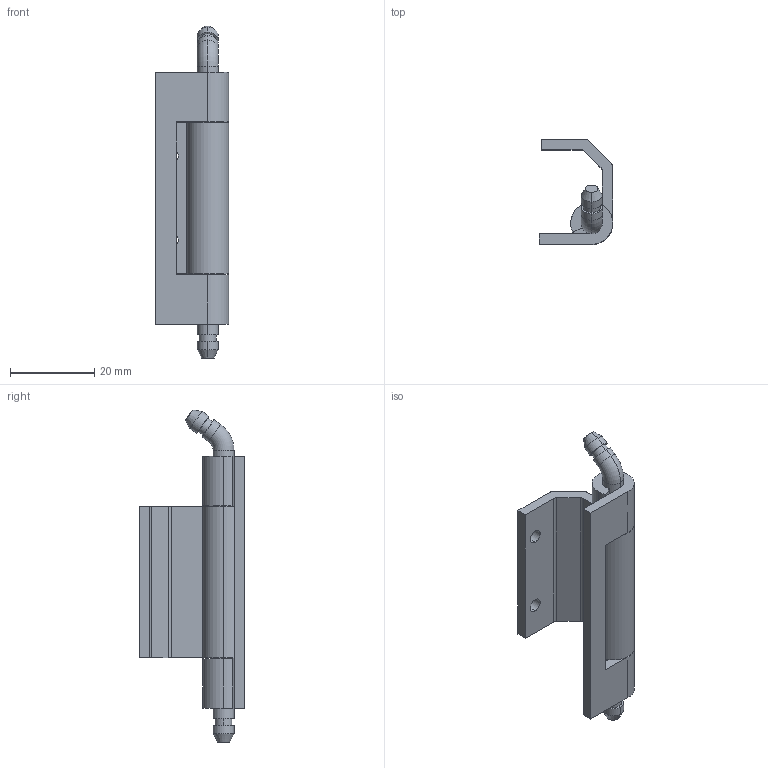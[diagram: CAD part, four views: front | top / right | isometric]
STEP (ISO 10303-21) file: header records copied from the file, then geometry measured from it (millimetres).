
FILE_DESCRIPTION (( 'STEP AP214' ), '1' );
FILE_NAME ('04563-Concealed Hinge Screw On Stainless Steel 60mm.STEP', '2018-11-04T20:23:58', ( '' ), ( '' ), 'SwSTEP 2.0', 'SolidWorks 2018', '' );
FILE_SCHEMA (( 'AUTOMOTIVE_DESIGN' ));
Length unit declared in the file: millimetre
Products named in the file (4): 04563-Concealed Hinge Screw On Stainless Steel 60mm; 4563 - Pin; 4563 - Hinge Base; 4563 - Hinge
Assembly tree (3 placements, depth 2):
  04563-Concealed Hinge Screw On Stainless Steel 60mm
    4563 - Hinge Base
    4563 - Hinge
    4563 - Pin
Bounding box: 17.5 x 25 x 78.96 mm (x, y, z)
Volume: 8404.5 mm3; surface area: 7907.8 mm2
Topology: 3 solids, 3 shells, 356 faces, 952 edges, 632 vertices
Faces by surface type: plane 185, bspline 111, cylinder 54, cone 4, torus 2
Entity records: 17474 total; most frequent: CARTESIAN_POINT 9205, ORIENTED_EDGE 1904, DIRECTION 1274, EDGE_CURVE 952, VERTEX_POINT 632, VECTOR 616, LINE 616, EDGE_LOOP 390
